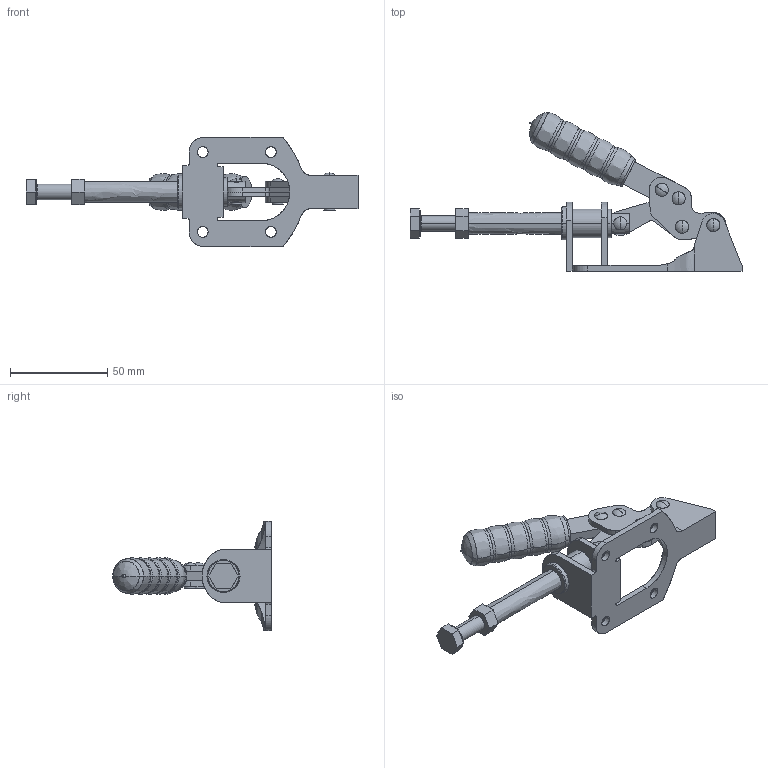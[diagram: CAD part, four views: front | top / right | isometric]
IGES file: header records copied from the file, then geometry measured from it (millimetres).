
Start section: SolidWorks IGES file using analytic representation for surfaces
Global section: file name: 493790(GH-302-FM).IGS; native system: SolidWorks 2016; preprocessor: SolidWorks 2016; author: LinWei; date: 190114.161558; units: millimetre
Bounding box: 170.43 x 81.52 x 56 mm (x, y, z)
Surface area: 27616 mm2 (no closed solid volume)
Topology: 0 solids, 0 shells, 254 faces, 3729 edges, 3722 vertices
Faces by surface type: bspline 136, revolution 118
